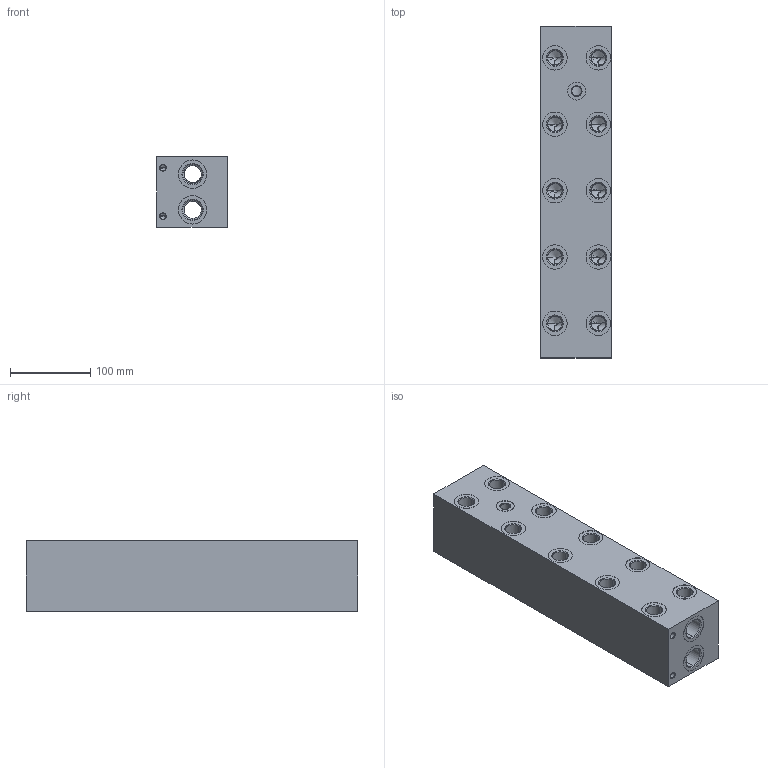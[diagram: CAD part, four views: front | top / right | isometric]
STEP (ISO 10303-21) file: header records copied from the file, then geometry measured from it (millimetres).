
FILE_DESCRIPTION((''),'2;1');
FILE_NAME('VNE_ASM','2021-10-07T',('ProEService'),(''),'PRO/ENGINEER BY PARAMETRIC TECHNOLOGY CORPORATION, 2014200','PRO/ENGINEER BY PARAMETRIC TECHNOLOGY CORPORATION, 2014200','');
FILE_SCHEMA(('CONFIG_CONTROL_DESIGN'));
Length unit declared in the file: inch
Products named in the file (2): 153-214-003; VNE_ASM
Assembly tree (1 placements, depth 2):
  VNE_ASM
    153-214-003
Bounding box: 87.33 x 412.75 x 87.33 mm (x, y, z)
Volume: 2620881.3 mm3; surface area: 271320.6 mm2
Topology: 1 solids, 1 shells, 432 faces, 1630 edges, 1404 vertices
Faces by surface type: cone 218, cylinder 189, plane 23, torus 2
Entity records: 18421 total; most frequent: CARTESIAN_POINT 5331, DIRECTION 2802, ORIENTED_EDGE 2336, EDGE_CURVE 1168, AXIS2_PLACEMENT_3D 995, VECTOR 812, LINE 812, VERTEX_POINT 777
